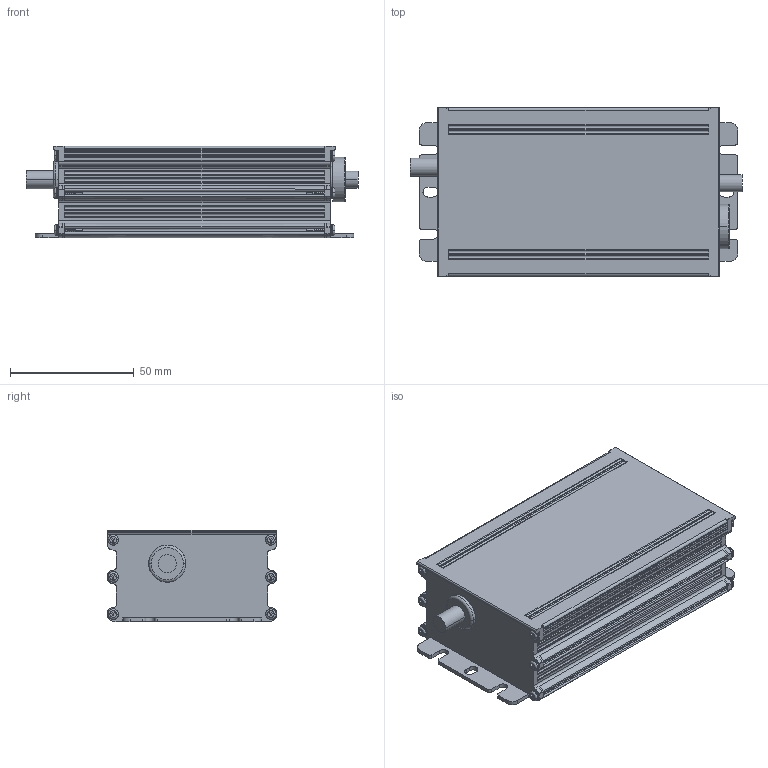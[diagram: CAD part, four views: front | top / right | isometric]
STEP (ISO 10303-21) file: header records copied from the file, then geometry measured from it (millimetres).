
FILE_DESCRIPTION(('Creo Elements/Direct Modeling STEP Export'),'2;1');
FILE_NAME('M87.stp','2022-02-16T 9:25:42',(''),(''),'PTC Creo Elements/Direct Modeling STEP processor for AP214 (Solid Model)','PTC Creo Elements/Direct Modeling 19.0E 27-Jun-2016 (C) Parametric Technology GmbH','');
FILE_SCHEMA(('AUTOMOTIVE_DESIGN { 1 0 10303 214 1 1 1 1 }'));
Length unit declared in the file: millimetre
Products named in the file (3): PCB; Casing; M87
Assembly tree (2 placements, depth 2):
  M87
    Casing
    PCB
Bounding box: 134.1 x 68 x 37 mm (x, y, z)
Volume: 15051.4 mm3; surface area: 85092.7 mm2
Topology: 1 solids, 29 shells, 1605 faces, 4671 edges, 3031 vertices
Faces by surface type: cylinder 797, plane 541, bspline 133, torus 78, extrusion 44, cone 10, sphere 2
Entity records: 69494 total; most frequent: CARTESIAN_POINT 33226, ORIENTED_EDGE 9385, DIRECTION 5232, EDGE_CURVE 4665, VERTEX_POINT 3032, AXIS2_PLACEMENT_3D 1755, VECTOR 1722, EDGE_LOOP 1710
